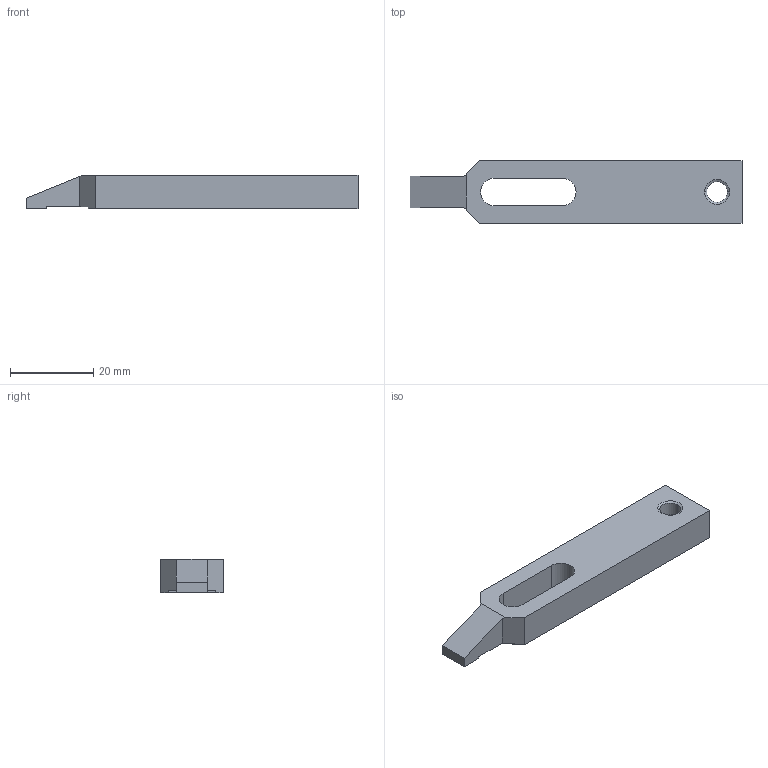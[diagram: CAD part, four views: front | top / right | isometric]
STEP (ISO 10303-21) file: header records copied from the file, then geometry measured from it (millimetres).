
FILE_DESCRIPTION(('STEP AP214'),'1');
FILE_NAME(' ',' ',('TraceParts'),('TraceParts S.A.'),'XStep 1.0',' ',' ');
FILE_SCHEMA(('automotive_design'));
Length unit declared in the file: millimetre
Products named in the file (1): 1
Bounding box: 80 x 15 x 8 mm (x, y, z)
Volume: 7089.3 mm3; surface area: 3778.8 mm2
Topology: 1 solids, 1 shells, 23 faces, 61 edges, 40 vertices
Faces by surface type: plane 17, cylinder 4, cone 2
Entity records: 1430 total; most frequent: STYLED_ITEM 125, PRESENTATION_STYLE_ASSIGNMENT 125, CARTESIAN_POINT 125, COLOUR_RGB 125, ORIENTED_EDGE 122, DIRECTION 119, EDGE_CURVE 61, CURVE_STYLE 61
